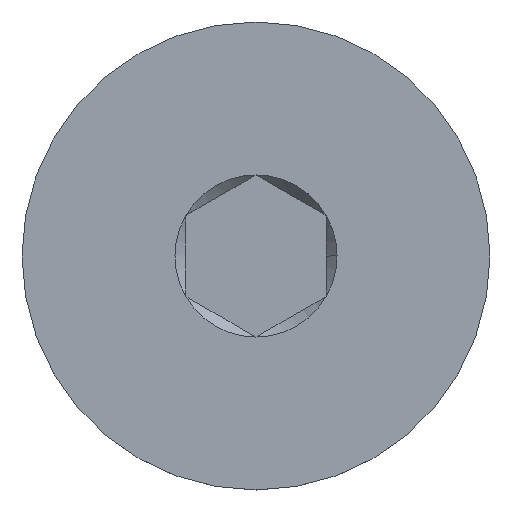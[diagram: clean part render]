
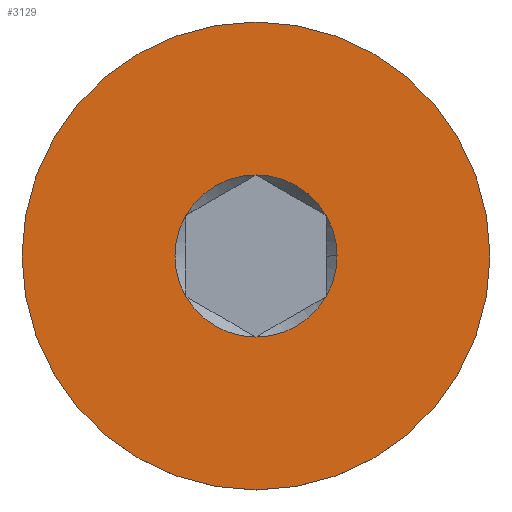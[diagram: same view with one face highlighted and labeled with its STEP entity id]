
A CAD part, top view. The second image highlights one B-rep face of the part: STEP entity #3129.
In plain terms, the highlighted planar face has unit normal (0, 0, 1).
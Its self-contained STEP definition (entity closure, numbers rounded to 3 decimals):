
#53 = DIRECTION ( 'NONE',  ( 1., 0., 0. ) ) ;
#158 = CIRCLE ( 'NONE', #2112, 5. ) ;
#169 = VERTEX_POINT ( 'NONE', #432 ) ;
#300 = AXIS2_PLACEMENT_3D ( 'NONE', #2663, #2978, #3909 ) ;
#399 = CARTESIAN_POINT ( 'NONE',  ( -1.5, -0.866, 8. ) ) ;
#432 = CARTESIAN_POINT ( 'NONE',  ( 0., 1.732, 8. ) ) ;
#436 = AXIS2_PLACEMENT_3D ( 'NONE', #796, #4138, #2423 ) ;
#455 = EDGE_CURVE ( 'NONE', #2117, #3360, #1439, .T. ) ;
#513 = CIRCLE ( 'NONE', #2605, 1.732 ) ;
#519 = CARTESIAN_POINT ( 'NONE',  ( -1.5, 0.866, 8. ) ) ;
#632 = ORIENTED_EDGE ( 'NONE', *, *, #2856, .F. ) ;
#650 = AXIS2_PLACEMENT_3D ( 'NONE', #1042, #3844, #2153 ) ;
#696 = EDGE_LOOP ( 'NONE', ( #2662, #632, #3860, #4245, #2889, #2078, #2842 ) ) ;
#796 = CARTESIAN_POINT ( 'NONE',  ( 0., 0., 8. ) ) ;
#809 = VERTEX_POINT ( 'NONE', #3601 ) ;
#1042 = CARTESIAN_POINT ( 'NONE',  ( 0., 0., 8. ) ) ;
#1137 = DIRECTION ( 'NONE',  ( 0., 0., 1. ) ) ;
#1240 = CARTESIAN_POINT ( 'NONE',  ( 1.5, -0.866, 8. ) ) ;
#1425 = DIRECTION ( 'NONE',  ( 0., 1., 0. ) ) ;
#1439 = CIRCLE ( 'NONE', #2017, 5. ) ;
#1566 = FACE_BOUND ( 'NONE', #696, .T. ) ;
#1582 = CARTESIAN_POINT ( 'NONE',  ( 0., 0., 8. ) ) ;
#1601 = EDGE_CURVE ( 'NONE', #3360, #2117, #158, .T. ) ;
#1634 = DIRECTION ( 'NONE',  ( 0., 0., 1. ) ) ;
#1656 = CARTESIAN_POINT ( 'NONE',  ( 0., 0., 8. ) ) ;
#1741 = CARTESIAN_POINT ( 'NONE',  ( 0., 0., 8. ) ) ;
#1759 = DIRECTION ( 'NONE',  ( 0., 0., -1. ) ) ;
#1815 = EDGE_CURVE ( 'NONE', #809, #169, #2248, .T. ) ;
#1862 = EDGE_CURVE ( 'NONE', #1914, #3663, #513, .T. ) ;
#1866 = CARTESIAN_POINT ( 'NONE',  ( 0., 5., 8. ) ) ;
#1878 = VERTEX_POINT ( 'NONE', #1240 ) ;
#1914 = VERTEX_POINT ( 'NONE', #399 ) ;
#1980 = CIRCLE ( 'NONE', #4072, 1.732 ) ;
#2017 = AXIS2_PLACEMENT_3D ( 'NONE', #3478, #1759, #4450 ) ;
#2078 = ORIENTED_EDGE ( 'NONE', *, *, #2090, .F. ) ;
#2090 = EDGE_CURVE ( 'NONE', #3793, #1914, #1980, .T. ) ;
#2107 = CARTESIAN_POINT ( 'NONE',  ( 0., 0., 8. ) ) ;
#2112 = AXIS2_PLACEMENT_3D ( 'NONE', #1741, #3209, #1425 ) ;
#2117 = VERTEX_POINT ( 'NONE', #1866 ) ;
#2118 = CARTESIAN_POINT ( 'NONE',  ( 0., 0., 8. ) ) ;
#2153 = DIRECTION ( 'NONE',  ( 1., 0., 0. ) ) ;
#2199 = CARTESIAN_POINT ( 'NONE',  ( 0., -1.732, 8. ) ) ;
#2248 = CIRCLE ( 'NONE', #300, 1.732 ) ;
#2343 = DIRECTION ( 'NONE',  ( 1., 0., 0. ) ) ;
#2355 = EDGE_LOOP ( 'NONE', ( #4145, #2436 ) ) ;
#2395 = AXIS2_PLACEMENT_3D ( 'NONE', #2107, #3484, #2343 ) ;
#2401 = CARTESIAN_POINT ( 'NONE',  ( 1.732, 0., 8. ) ) ;
#2423 = DIRECTION ( 'NONE',  ( 1., 0., 0. ) ) ;
#2436 = ORIENTED_EDGE ( 'NONE', *, *, #1601, .F. ) ;
#2515 = DIRECTION ( 'NONE',  ( 1., 0., 0. ) ) ;
#2598 = CIRCLE ( 'NONE', #650, 1.732 ) ;
#2605 = AXIS2_PLACEMENT_3D ( 'NONE', #1582, #2953, #4333 ) ;
#2662 = ORIENTED_EDGE ( 'NONE', *, *, #1815, .F. ) ;
#2663 = CARTESIAN_POINT ( 'NONE',  ( 0., 0., 8. ) ) ;
#2842 = ORIENTED_EDGE ( 'NONE', *, *, #3386, .F. ) ;
#2850 = CARTESIAN_POINT ( 'NONE',  ( 0., -5., 8. ) ) ;
#2856 = EDGE_CURVE ( 'NONE', #3839, #809, #4338, .T. ) ;
#2889 = ORIENTED_EDGE ( 'NONE', *, *, #1862, .F. ) ;
#2953 = DIRECTION ( 'NONE',  ( 0., 0., 1. ) ) ;
#2958 = CIRCLE ( 'NONE', #3033, 1.732 ) ;
#2978 = DIRECTION ( 'NONE',  ( 0., 0., 1. ) ) ;
#2983 = PLANE ( 'NONE',  #4331 ) ;
#3033 = AXIS2_PLACEMENT_3D ( 'NONE', #4230, #1137, #2515 ) ;
#3129 = ADVANCED_FACE ( 'NONE', ( #1566, #4314 ), #2983, .T. ) ;
#3209 = DIRECTION ( 'NONE',  ( 0., 0., -1. ) ) ;
#3323 = DIRECTION ( 'NONE',  ( 0., -1., 0. ) ) ;
#3360 = VERTEX_POINT ( 'NONE', #2850 ) ;
#3386 = EDGE_CURVE ( 'NONE', #169, #3793, #2598, .T. ) ;
#3413 = EDGE_CURVE ( 'NONE', #1878, #3839, #3755, .T. ) ;
#3478 = CARTESIAN_POINT ( 'NONE',  ( 0., 0., 8. ) ) ;
#3484 = DIRECTION ( 'NONE',  ( 0., 0., 1. ) ) ;
#3493 = DIRECTION ( 'NONE',  ( 0., 0., 1. ) ) ;
#3548 = EDGE_CURVE ( 'NONE', #3663, #1878, #2958, .T. ) ;
#3601 = CARTESIAN_POINT ( 'NONE',  ( 1.5, 0.866, 8. ) ) ;
#3663 = VERTEX_POINT ( 'NONE', #2199 ) ;
#3755 = CIRCLE ( 'NONE', #436, 1.732 ) ;
#3793 = VERTEX_POINT ( 'NONE', #519 ) ;
#3839 = VERTEX_POINT ( 'NONE', #2401 ) ;
#3844 = DIRECTION ( 'NONE',  ( 0., 0., 1. ) ) ;
#3860 = ORIENTED_EDGE ( 'NONE', *, *, #3413, .F. ) ;
#3909 = DIRECTION ( 'NONE',  ( 1., 0., 0. ) ) ;
#4072 = AXIS2_PLACEMENT_3D ( 'NONE', #2118, #3493, #53 ) ;
#4138 = DIRECTION ( 'NONE',  ( 0., 0., 1. ) ) ;
#4145 = ORIENTED_EDGE ( 'NONE', *, *, #455, .F. ) ;
#4230 = CARTESIAN_POINT ( 'NONE',  ( 0., 0., 8. ) ) ;
#4245 = ORIENTED_EDGE ( 'NONE', *, *, #3548, .F. ) ;
#4314 = FACE_OUTER_BOUND ( 'NONE', #2355, .T. ) ;
#4331 = AXIS2_PLACEMENT_3D ( 'NONE', #1656, #1634, #3323 ) ;
#4333 = DIRECTION ( 'NONE',  ( 1., 0., 0. ) ) ;
#4338 = CIRCLE ( 'NONE', #2395, 1.732 ) ;
#4450 = DIRECTION ( 'NONE',  ( 0., 1., 0. ) ) ;
